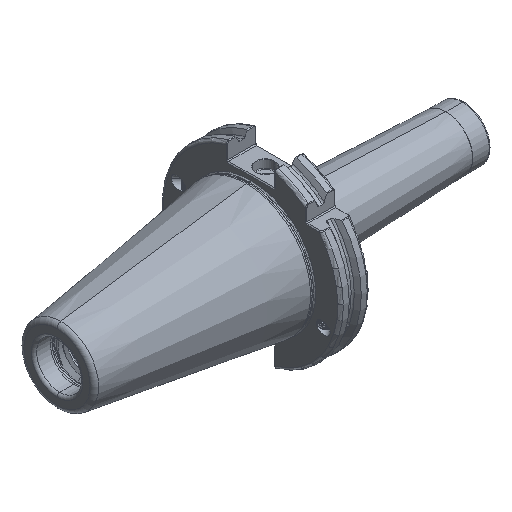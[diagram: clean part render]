
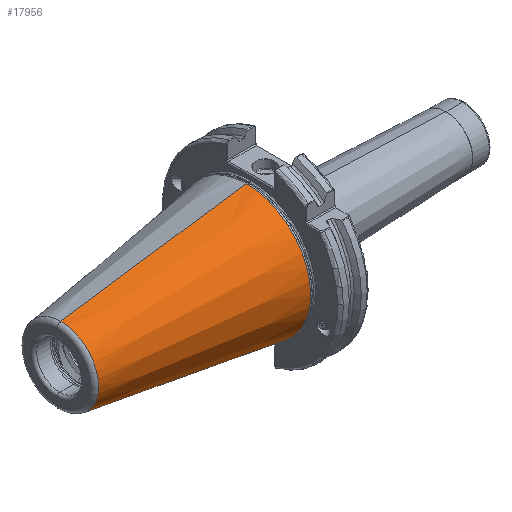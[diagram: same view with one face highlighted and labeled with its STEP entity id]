
A CAD part, isometric view. The second image highlights one B-rep face of the part: STEP entity #17956.
In plain terms, the highlighted conical face has half-angle 8.297 degrees and reference radius 35.392 mm.
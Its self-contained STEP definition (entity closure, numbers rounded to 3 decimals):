
#61 = CIRCLE ( 'NONE', #8346, 35.027 ) ;
#65 = CIRCLE ( 'NONE', #8342, 20.399 ) ;
#137 = CIRCLE ( 'NONE', #14392, 35.027 ) ;
#150 = CONICAL_SURFACE ( 'NONE', #3963, 35.392, 0.145 ) ;
#2847 = VERTEX_POINT ( 'NONE', #8503 ) ;
#2849 = VERTEX_POINT ( 'NONE', #8505 ) ;
#2851 = VERTEX_POINT ( 'NONE', #8507 ) ;
#2870 = VERTEX_POINT ( 'NONE', #8526 ) ;
#2871 = VERTEX_POINT ( 'NONE', #8527 ) ;
#3958 = FACE_OUTER_BOUND ( 'NONE', #18202, .T. ) ;
#3963 = AXIS2_PLACEMENT_3D ( 'NONE', #7242, #7243, #7244 ) ;
#6097 = LINE ( 'NONE', #6099, #14389 ) ;
#6099 = CARTESIAN_POINT ( 'NONE',  ( 0., 0., 35.392 ) ) ;
#6100 = DIRECTION ( 'NONE',  ( 0.99, 0., 0.144 ) ) ;
#6107 = LINE ( 'NONE', #6108, #14391 ) ;
#6108 = CARTESIAN_POINT ( 'NONE',  ( 0., 0., -35.392 ) ) ;
#6109 = DIRECTION ( 'NONE',  ( 0.99, 0., -0.144 ) ) ;
#6132 = CARTESIAN_POINT ( 'NONE',  ( -2.5, 0., 0. ) ) ;
#6133 = DIRECTION ( 'NONE',  ( 1., 0., 0. ) ) ;
#6135 = DIRECTION ( 'NONE',  ( 0., 1., 0. ) ) ;
#7242 = CARTESIAN_POINT ( 'NONE',  ( 0., 0., 0. ) ) ;
#7243 = DIRECTION ( 'NONE',  ( 1., 0., 0. ) ) ;
#7244 = DIRECTION ( 'NONE',  ( 0., 0., -1. ) ) ;
#8342 = AXIS2_PLACEMENT_3D ( 'NONE', #16334, #16335, #16336 ) ;
#8346 = AXIS2_PLACEMENT_3D ( 'NONE', #16322, #16323, #16324 ) ;
#8503 = CARTESIAN_POINT ( 'NONE',  ( -2.5, -35.027, 0. ) ) ;
#8505 = CARTESIAN_POINT ( 'NONE',  ( -2.5, 0., -35.027 ) ) ;
#8507 = CARTESIAN_POINT ( 'NONE',  ( -2.5, 0., 35.027 ) ) ;
#8526 = CARTESIAN_POINT ( 'NONE',  ( -102.811, 0., -20.399 ) ) ;
#8527 = CARTESIAN_POINT ( 'NONE',  ( -102.811, 0., 20.399 ) ) ;
#9701 = ORIENTED_EDGE ( 'NONE', *, *, #12198, .F. ) ;
#9702 = ORIENTED_EDGE ( 'NONE', *, *, #17842, .F. ) ;
#9703 = ORIENTED_EDGE ( 'NONE', *, *, #12202, .T. ) ;
#9705 = ORIENTED_EDGE ( 'NONE', *, *, #17835, .T. ) ;
#9710 = ORIENTED_EDGE ( 'NONE', *, *, #17832, .F. ) ;
#12198 = EDGE_CURVE ( 'NONE', #2847, #2849, #61, .T. ) ;
#12202 = EDGE_CURVE ( 'NONE', #2871, #2870, #65, .T. ) ;
#14389 = VECTOR ( 'NONE', #6100, 1000. ) ;
#14391 = VECTOR ( 'NONE', #6109, 1000. ) ;
#14392 = AXIS2_PLACEMENT_3D ( 'NONE', #6132, #6133, #6135 ) ;
#16322 = CARTESIAN_POINT ( 'NONE',  ( -2.5, 0., 0. ) ) ;
#16323 = DIRECTION ( 'NONE',  ( 1., 0., 0. ) ) ;
#16324 = DIRECTION ( 'NONE',  ( 0., 1., 0. ) ) ;
#16334 = CARTESIAN_POINT ( 'NONE',  ( -102.811, 0., 0. ) ) ;
#16335 = DIRECTION ( 'NONE',  ( 1., 0., 0. ) ) ;
#16336 = DIRECTION ( 'NONE',  ( 0., 0., 1. ) ) ;
#17832 = EDGE_CURVE ( 'NONE', #2871, #2851, #6097, .T. ) ;
#17835 = EDGE_CURVE ( 'NONE', #2870, #2849, #6107, .T. ) ;
#17842 = EDGE_CURVE ( 'NONE', #2851, #2847, #137, .T. ) ;
#17956 = ADVANCED_FACE ( 'NONE', ( #3958 ), #150, .T. ) ;
#18202 = EDGE_LOOP ( 'NONE', ( #9710, #9703, #9705, #9701, #9702 ) ) ;
